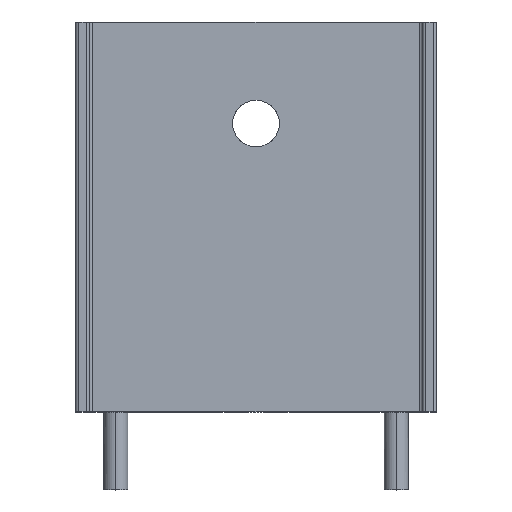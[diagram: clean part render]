
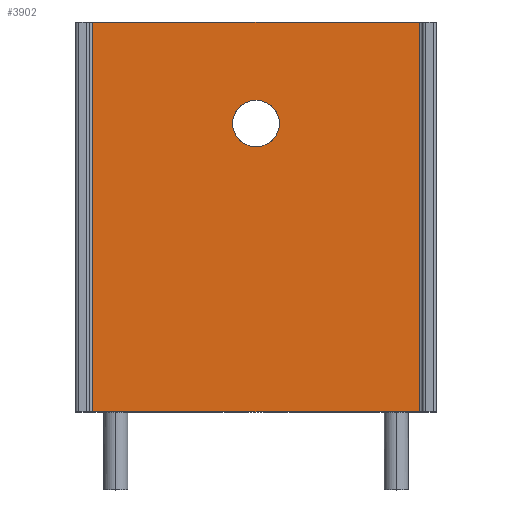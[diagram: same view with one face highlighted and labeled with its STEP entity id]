
A CAD part, top view. The second image highlights one B-rep face of the part: STEP entity #3902.
In plain terms, the highlighted planar face has unit normal (0, 0, 1).
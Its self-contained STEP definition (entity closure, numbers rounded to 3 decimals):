
#20 = CARTESIAN_POINT ( 'NONE',  ( 1.5, 18.5, 0.65 ) ) ;
#23 = AXIS2_PLACEMENT_3D ( 'NONE', #610, #2768, #264 ) ;
#91 = DIRECTION ( 'NONE',  ( 1., 0., 0. ) ) ;
#94 = AXIS2_PLACEMENT_3D ( 'NONE', #3970, #1532, #2934 ) ;
#183 = AXIS2_PLACEMENT_3D ( 'NONE', #2100, #3237, #91 ) ;
#264 = DIRECTION ( 'NONE',  ( 1., 0., 0. ) ) ;
#355 = VERTEX_POINT ( 'NONE', #20 ) ;
#415 = CARTESIAN_POINT ( 'NONE',  ( 10.675, 0., 0.65 ) ) ;
#438 = LINE ( 'NONE', #415, #835 ) ;
#610 = CARTESIAN_POINT ( 'NONE',  ( 10.675, 25., 0.65 ) ) ;
#658 = DIRECTION ( 'NONE',  ( 0., 1., 0. ) ) ;
#693 = CARTESIAN_POINT ( 'NONE',  ( 10.475, 25., 0.65 ) ) ;
#835 = VECTOR ( 'NONE', #1799, 1000. ) ;
#950 = VERTEX_POINT ( 'NONE', #1855 ) ;
#1093 = VERTEX_POINT ( 'NONE', #4353 ) ;
#1098 = VERTEX_POINT ( 'NONE', #3302 ) ;
#1228 = CARTESIAN_POINT ( 'NONE',  ( 10.675, 25., 0.65 ) ) ;
#1337 = DIRECTION ( 'NONE',  ( 0., -1., 0. ) ) ;
#1340 = VECTOR ( 'NONE', #2990, 1000. ) ;
#1387 = ORIENTED_EDGE ( 'NONE', *, *, #2570, .F. ) ;
#1484 = EDGE_CURVE ( 'NONE', #4241, #3486, #438, .T. ) ;
#1532 = DIRECTION ( 'NONE',  ( 0., 0., 1. ) ) ;
#1536 = EDGE_CURVE ( 'NONE', #1098, #3486, #2433, .T. ) ;
#1548 = ORIENTED_EDGE ( 'NONE', *, *, #1484, .F. ) ;
#1706 = EDGE_LOOP ( 'NONE', ( #1387, #3547 ) ) ;
#1799 = DIRECTION ( 'NONE',  ( -1., 0., 0. ) ) ;
#1813 = ORIENTED_EDGE ( 'NONE', *, *, #1536, .T. ) ;
#1855 = CARTESIAN_POINT ( 'NONE',  ( -1.5, 18.5, 0.65 ) ) ;
#2100 = CARTESIAN_POINT ( 'NONE',  ( 0., 18.5, 0.65 ) ) ;
#2157 = CIRCLE ( 'NONE', #183, 1.5 ) ;
#2369 = FACE_OUTER_BOUND ( 'NONE', #3821, .T. ) ;
#2424 = EDGE_CURVE ( 'NONE', #950, #355, #2751, .T. ) ;
#2433 = LINE ( 'NONE', #3792, #4338 ) ;
#2462 = VECTOR ( 'NONE', #658, 1000. ) ;
#2468 = EDGE_CURVE ( 'NONE', #4241, #1093, #4130, .T. ) ;
#2570 = EDGE_CURVE ( 'NONE', #355, #950, #2157, .T. ) ;
#2751 = CIRCLE ( 'NONE', #94, 1.5 ) ;
#2768 = DIRECTION ( 'NONE',  ( 0., 0., 1. ) ) ;
#2934 = DIRECTION ( 'NONE',  ( 1., 0., 0. ) ) ;
#2990 = DIRECTION ( 'NONE',  ( -1., 0., 0. ) ) ;
#3096 = FACE_BOUND ( 'NONE', #1706, .T. ) ;
#3237 = DIRECTION ( 'NONE',  ( 0., 0., 1. ) ) ;
#3238 = ORIENTED_EDGE ( 'NONE', *, *, #3650, .T. ) ;
#3302 = CARTESIAN_POINT ( 'NONE',  ( -10.475, 25., 0.65 ) ) ;
#3328 = LINE ( 'NONE', #1228, #1340 ) ;
#3417 = PLANE ( 'NONE',  #23 ) ;
#3486 = VERTEX_POINT ( 'NONE', #3813 ) ;
#3547 = ORIENTED_EDGE ( 'NONE', *, *, #2424, .F. ) ;
#3650 = EDGE_CURVE ( 'NONE', #1093, #1098, #3328, .T. ) ;
#3792 = CARTESIAN_POINT ( 'NONE',  ( -10.475, 25., 0.65 ) ) ;
#3813 = CARTESIAN_POINT ( 'NONE',  ( -10.475, 0., 0.65 ) ) ;
#3821 = EDGE_LOOP ( 'NONE', ( #1548, #4452, #3238, #1813 ) ) ;
#3902 = ADVANCED_FACE ( 'NONE', ( #3096, #2369 ), #3417, .T. ) ;
#3970 = CARTESIAN_POINT ( 'NONE',  ( 0., 18.5, 0.65 ) ) ;
#4130 = LINE ( 'NONE', #693, #2462 ) ;
#4241 = VERTEX_POINT ( 'NONE', #4476 ) ;
#4338 = VECTOR ( 'NONE', #1337, 1000. ) ;
#4353 = CARTESIAN_POINT ( 'NONE',  ( 10.475, 25., 0.65 ) ) ;
#4452 = ORIENTED_EDGE ( 'NONE', *, *, #2468, .T. ) ;
#4476 = CARTESIAN_POINT ( 'NONE',  ( 10.475, 0., 0.65 ) ) ;
